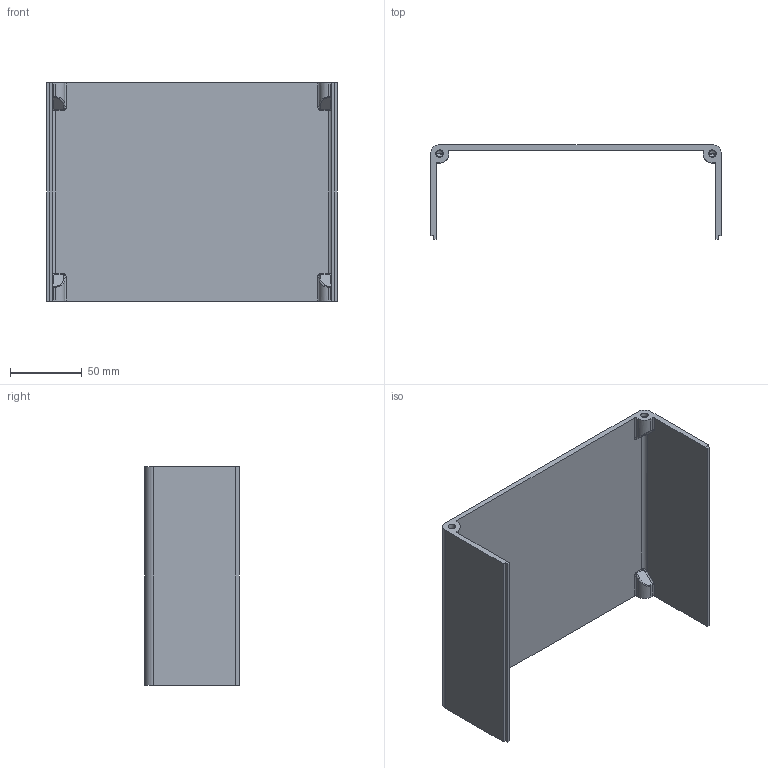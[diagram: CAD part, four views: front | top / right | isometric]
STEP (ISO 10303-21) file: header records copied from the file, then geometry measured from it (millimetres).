
FILE_DESCRIPTION (( 'STEP AP214' ), '1' );
FILE_NAME ('Smart Shunt Meter Top Enclosure.step', '2021-02-21T00:27:16', ( '' ), ( '' ), 'SwSTEP 2.0', 'SolidWorks 2021', '' );
FILE_SCHEMA (( 'AUTOMOTIVE_DESIGN' ));
Length unit declared in the file: inch
Products named in the file (1): Smart Shunt Meter Top Enclosure
Bounding box: 203.2 x 66.04 x 152.4 mm (x, y, z)
Volume: 190109 mm3; surface area: 102950.9 mm2
Topology: 1 solids, 1 shells, 98 faces, 240 edges, 140 vertices
Faces by surface type: cylinder 40, plane 26, cone 16, bspline 12, torus 4
Entity records: 3124 total; most frequent: CARTESIAN_POINT 891, ORIENTED_EDGE 464, DIRECTION 462, EDGE_CURVE 232, AXIS2_PLACEMENT_3D 167, VERTEX_POINT 140, LINE 128, VECTOR 128
